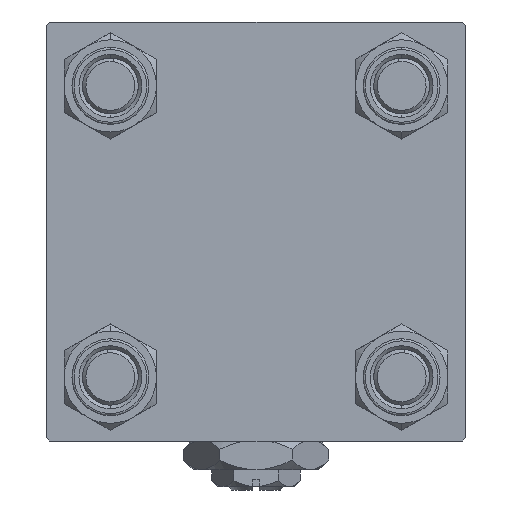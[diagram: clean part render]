
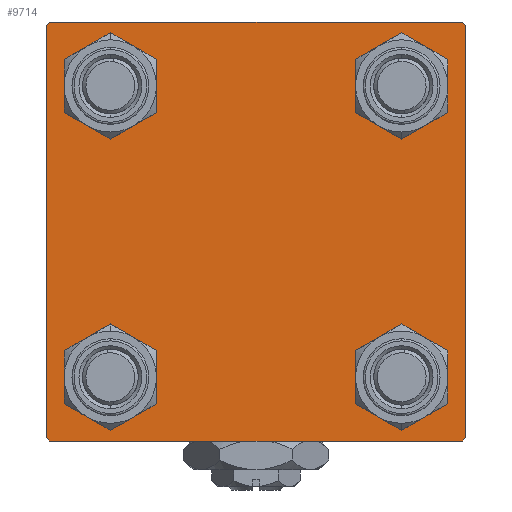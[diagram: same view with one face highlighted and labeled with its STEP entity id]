
A CAD part, left-side view. The second image highlights one B-rep face of the part: STEP entity #9714.
In plain terms, the highlighted planar face has unit normal (-1, 0, 0).
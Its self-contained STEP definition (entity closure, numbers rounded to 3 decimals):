
#78 = CARTESIAN_POINT ( 'NONE',  ( 0., -20.85, 20.85 ) ) ;
#1238 = CARTESIAN_POINT ( 'NONE',  ( 0., -29.5, 30. ) ) ;
#1595 = ORIENTED_EDGE ( 'NONE', *, *, #10434, .T. ) ;
#1650 = VERTEX_POINT ( 'NONE', #30882 ) ;
#1730 = CARTESIAN_POINT ( 'NONE',  ( 0., -20.85, 25.35 ) ) ;
#2401 = DIRECTION ( 'NONE',  ( 0., 0., 1. ) ) ;
#2492 = ORIENTED_EDGE ( 'NONE', *, *, #46779, .T. ) ;
#2768 = CIRCLE ( 'NONE', #35980, 4.5 ) ;
#2945 = DIRECTION ( 'NONE',  ( 0., 0., 1. ) ) ;
#3174 = ORIENTED_EDGE ( 'NONE', *, *, #15776, .T. ) ;
#3864 = VECTOR ( 'NONE', #38790, 1000. ) ;
#4139 = FACE_BOUND ( 'NONE', #34733, .T. ) ;
#4291 = EDGE_CURVE ( 'NONE', #21889, #18432, #28966, .T. ) ;
#4498 = CIRCLE ( 'NONE', #16396, 4.5 ) ;
#5203 = DIRECTION ( 'NONE',  ( 0., 0.707, 0.707 ) ) ;
#5503 = VECTOR ( 'NONE', #5203, 1000. ) ;
#5780 = VERTEX_POINT ( 'NONE', #27783 ) ;
#6115 = ORIENTED_EDGE ( 'NONE', *, *, #51187, .T. ) ;
#6232 = CARTESIAN_POINT ( 'NONE',  ( 0., 20.85, -25.35 ) ) ;
#6623 = CARTESIAN_POINT ( 'NONE',  ( 0., 30., 30. ) ) ;
#6987 = EDGE_CURVE ( 'NONE', #5780, #31261, #18678, .T. ) ;
#7413 = EDGE_CURVE ( 'NONE', #31261, #34043, #13830, .T. ) ;
#7582 = CARTESIAN_POINT ( 'NONE',  ( 0., -30., 29.5 ) ) ;
#8144 = DIRECTION ( 'NONE',  ( -1., 0., 0. ) ) ;
#8277 = DIRECTION ( 'NONE',  ( 1., 0., 0. ) ) ;
#8893 = CARTESIAN_POINT ( 'NONE',  ( 0., -20.85, -20.85 ) ) ;
#9469 = EDGE_CURVE ( 'NONE', #27012, #24803, #4498, .T. ) ;
#9714 = ADVANCED_FACE ( 'NONE', ( #24398, #36906, #4139, #52130, #16375 ), #44663, .T. ) ;
#10358 = VECTOR ( 'NONE', #10628, 1000. ) ;
#10434 = EDGE_CURVE ( 'NONE', #50248, #42691, #42817, .T. ) ;
#10491 = VECTOR ( 'NONE', #17953, 1000. ) ;
#10562 = AXIS2_PLACEMENT_3D ( 'NONE', #39466, #34936, #2945 ) ;
#10628 = DIRECTION ( 'NONE',  ( 0., 0., -1. ) ) ;
#10922 = EDGE_CURVE ( 'NONE', #34439, #1650, #27518, .T. ) ;
#11882 = CARTESIAN_POINT ( 'NONE',  ( 0., 20.85, 25.35 ) ) ;
#12295 = DIRECTION ( 'NONE',  ( 1., 0., 0. ) ) ;
#12942 = CARTESIAN_POINT ( 'NONE',  ( 0., -30., 30. ) ) ;
#13830 = LINE ( 'NONE', #6623, #10358 ) ;
#14371 = DIRECTION ( 'NONE',  ( 1., 0., 0. ) ) ;
#14392 = EDGE_CURVE ( 'NONE', #42691, #50248, #51440, .T. ) ;
#15016 = ORIENTED_EDGE ( 'NONE', *, *, #7413, .T. ) ;
#15776 = EDGE_CURVE ( 'NONE', #1650, #34439, #40402, .T. ) ;
#16375 = FACE_OUTER_BOUND ( 'NONE', #27348, .T. ) ;
#16396 = AXIS2_PLACEMENT_3D ( 'NONE', #34500, #47289, #51290 ) ;
#17363 = CARTESIAN_POINT ( 'NONE',  ( 0., 30., -30. ) ) ;
#17952 = VECTOR ( 'NONE', #51492, 1000. ) ;
#17953 = DIRECTION ( 'NONE',  ( 0., -0.707, 0.707 ) ) ;
#18156 = VECTOR ( 'NONE', #28686, 1000. ) ;
#18432 = VERTEX_POINT ( 'NONE', #11882 ) ;
#18678 = LINE ( 'NONE', #26422, #17952 ) ;
#18985 = AXIS2_PLACEMENT_3D ( 'NONE', #78, #36337, #49138 ) ;
#19149 = CARTESIAN_POINT ( 'NONE',  ( 0., 30., -29.5 ) ) ;
#19579 = VERTEX_POINT ( 'NONE', #28147 ) ;
#20116 = DIRECTION ( 'NONE',  ( 0., 0., 1. ) ) ;
#20352 = DIRECTION ( 'NONE',  ( 0., 0., 1. ) ) ;
#20795 = EDGE_CURVE ( 'NONE', #34043, #35470, #30522, .T. ) ;
#20973 = ORIENTED_EDGE ( 'NONE', *, *, #9469, .T. ) ;
#21491 = AXIS2_PLACEMENT_3D ( 'NONE', #52409, #8144, #20116 ) ;
#21889 = VERTEX_POINT ( 'NONE', #51013 ) ;
#22349 = ORIENTED_EDGE ( 'NONE', *, *, #42284, .T. ) ;
#22519 = CARTESIAN_POINT ( 'NONE',  ( 0., 29.75, -29.75 ) ) ;
#23031 = VECTOR ( 'NONE', #29206, 1000. ) ;
#23072 = EDGE_CURVE ( 'NONE', #35470, #19579, #42421, .T. ) ;
#23254 = CARTESIAN_POINT ( 'NONE',  ( 0., -20.85, -25.35 ) ) ;
#23933 = VERTEX_POINT ( 'NONE', #46670 ) ;
#24398 = FACE_BOUND ( 'NONE', #29121, .T. ) ;
#24715 = CARTESIAN_POINT ( 'NONE',  ( 0., 29.5, -30. ) ) ;
#24728 = ORIENTED_EDGE ( 'NONE', *, *, #30422, .F. ) ;
#24803 = VERTEX_POINT ( 'NONE', #23254 ) ;
#25479 = CARTESIAN_POINT ( 'NONE',  ( 0., 30., 29.5 ) ) ;
#26422 = CARTESIAN_POINT ( 'NONE',  ( 0., 29.75, 29.75 ) ) ;
#27012 = VERTEX_POINT ( 'NONE', #28431 ) ;
#27157 = ORIENTED_EDGE ( 'NONE', *, *, #6987, .T. ) ;
#27348 = EDGE_LOOP ( 'NONE', ( #15016, #42504, #48873, #6115, #24728, #43114, #41692, #27157 ) ) ;
#27518 = CIRCLE ( 'NONE', #18985, 4.5 ) ;
#27783 = CARTESIAN_POINT ( 'NONE',  ( 0., 29.5, 30. ) ) ;
#28147 = CARTESIAN_POINT ( 'NONE',  ( 0., -29.5, -30. ) ) ;
#28431 = CARTESIAN_POINT ( 'NONE',  ( 0., -20.85, -16.35 ) ) ;
#28686 = DIRECTION ( 'NONE',  ( 0., -1., 0. ) ) ;
#28966 = CIRCLE ( 'NONE', #50250, 4.5 ) ;
#29121 = EDGE_LOOP ( 'NONE', ( #38156, #3174 ) ) ;
#29206 = DIRECTION ( 'NONE',  ( 0., 0., -1. ) ) ;
#30192 = AXIS2_PLACEMENT_3D ( 'NONE', #40810, #12295, #37066 ) ;
#30257 = CARTESIAN_POINT ( 'NONE',  ( 0., 20.85, 20.85 ) ) ;
#30422 = EDGE_CURVE ( 'NONE', #47438, #23933, #45475, .T. ) ;
#30522 = LINE ( 'NONE', #22519, #3864 ) ;
#30882 = CARTESIAN_POINT ( 'NONE',  ( 0., -20.85, 16.35 ) ) ;
#31261 = VERTEX_POINT ( 'NONE', #25479 ) ;
#31886 = CARTESIAN_POINT ( 'NONE',  ( 0., 30., 30. ) ) ;
#32757 = CIRCLE ( 'NONE', #34467, 4.5 ) ;
#34043 = VERTEX_POINT ( 'NONE', #19149 ) ;
#34439 = VERTEX_POINT ( 'NONE', #1730 ) ;
#34467 = AXIS2_PLACEMENT_3D ( 'NONE', #8893, #38458, #38190 ) ;
#34500 = CARTESIAN_POINT ( 'NONE',  ( 0., -20.85, -20.85 ) ) ;
#34690 = VERTEX_POINT ( 'NONE', #1238 ) ;
#34733 = EDGE_LOOP ( 'NONE', ( #37679, #1595 ) ) ;
#34767 = CARTESIAN_POINT ( 'NONE',  ( 0., -29.75, -29.75 ) ) ;
#34936 = DIRECTION ( 'NONE',  ( 1., 0., 0. ) ) ;
#35470 = VERTEX_POINT ( 'NONE', #24715 ) ;
#35980 = AXIS2_PLACEMENT_3D ( 'NONE', #38914, #14371, #2401 ) ;
#36337 = DIRECTION ( 'NONE',  ( 1., 0., 0. ) ) ;
#36906 = FACE_BOUND ( 'NONE', #37293, .T. ) ;
#37066 = DIRECTION ( 'NONE',  ( 0., 0., 1. ) ) ;
#37293 = EDGE_LOOP ( 'NONE', ( #20973, #2492 ) ) ;
#37612 = DIRECTION ( 'NONE',  ( 0., -1., 0. ) ) ;
#37679 = ORIENTED_EDGE ( 'NONE', *, *, #14392, .T. ) ;
#37834 = CARTESIAN_POINT ( 'NONE',  ( 0., 20.85, -16.35 ) ) ;
#38156 = ORIENTED_EDGE ( 'NONE', *, *, #10922, .T. ) ;
#38190 = DIRECTION ( 'NONE',  ( 0., 0., 1. ) ) ;
#38458 = DIRECTION ( 'NONE',  ( 1., 0., 0. ) ) ;
#38516 = DIRECTION ( 'NONE',  ( 1., 0., 0. ) ) ;
#38790 = DIRECTION ( 'NONE',  ( 0., -0.707, -0.707 ) ) ;
#38914 = CARTESIAN_POINT ( 'NONE',  ( 0., 20.85, 20.85 ) ) ;
#39466 = CARTESIAN_POINT ( 'NONE',  ( 0., 20.85, -20.85 ) ) ;
#40392 = EDGE_LOOP ( 'NONE', ( #22349, #40910 ) ) ;
#40402 = CIRCLE ( 'NONE', #30192, 4.5 ) ;
#40810 = CARTESIAN_POINT ( 'NONE',  ( 0., -20.85, 20.85 ) ) ;
#40910 = ORIENTED_EDGE ( 'NONE', *, *, #4291, .T. ) ;
#41692 = ORIENTED_EDGE ( 'NONE', *, *, #44370, .F. ) ;
#42250 = VECTOR ( 'NONE', #37612, 1000. ) ;
#42254 = CARTESIAN_POINT ( 'NONE',  ( 0., -29.75, 29.75 ) ) ;
#42284 = EDGE_CURVE ( 'NONE', #18432, #21889, #2768, .T. ) ;
#42421 = LINE ( 'NONE', #17363, #42250 ) ;
#42504 = ORIENTED_EDGE ( 'NONE', *, *, #20795, .T. ) ;
#42691 = VERTEX_POINT ( 'NONE', #37834 ) ;
#42817 = CIRCLE ( 'NONE', #49639, 4.5 ) ;
#43114 = ORIENTED_EDGE ( 'NONE', *, *, #45652, .T. ) ;
#44269 = DIRECTION ( 'NONE',  ( 0., 0., 1. ) ) ;
#44370 = EDGE_CURVE ( 'NONE', #5780, #34690, #48426, .T. ) ;
#44663 = PLANE ( 'NONE',  #21491 ) ;
#45475 = LINE ( 'NONE', #12942, #23031 ) ;
#45652 = EDGE_CURVE ( 'NONE', #47438, #34690, #45734, .T. ) ;
#45734 = LINE ( 'NONE', #42254, #5503 ) ;
#46506 = LINE ( 'NONE', #34767, #10491 ) ;
#46670 = CARTESIAN_POINT ( 'NONE',  ( 0., -30., -29.5 ) ) ;
#46779 = EDGE_CURVE ( 'NONE', #24803, #27012, #32757, .T. ) ;
#47289 = DIRECTION ( 'NONE',  ( 1., 0., 0. ) ) ;
#47438 = VERTEX_POINT ( 'NONE', #7582 ) ;
#47736 = CARTESIAN_POINT ( 'NONE',  ( 0., 20.85, -20.85 ) ) ;
#48426 = LINE ( 'NONE', #31886, #18156 ) ;
#48873 = ORIENTED_EDGE ( 'NONE', *, *, #23072, .T. ) ;
#49138 = DIRECTION ( 'NONE',  ( 0., 0., 1. ) ) ;
#49639 = AXIS2_PLACEMENT_3D ( 'NONE', #47736, #8277, #44269 ) ;
#50248 = VERTEX_POINT ( 'NONE', #6232 ) ;
#50250 = AXIS2_PLACEMENT_3D ( 'NONE', #30257, #38516, #20352 ) ;
#51013 = CARTESIAN_POINT ( 'NONE',  ( 0., 20.85, 16.35 ) ) ;
#51187 = EDGE_CURVE ( 'NONE', #19579, #23933, #46506, .T. ) ;
#51290 = DIRECTION ( 'NONE',  ( 0., 0., 1. ) ) ;
#51440 = CIRCLE ( 'NONE', #10562, 4.5 ) ;
#51492 = DIRECTION ( 'NONE',  ( 0., 0.707, -0.707 ) ) ;
#52130 = FACE_BOUND ( 'NONE', #40392, .T. ) ;
#52409 = CARTESIAN_POINT ( 'NONE',  ( 0., 0., 0. ) ) ;
